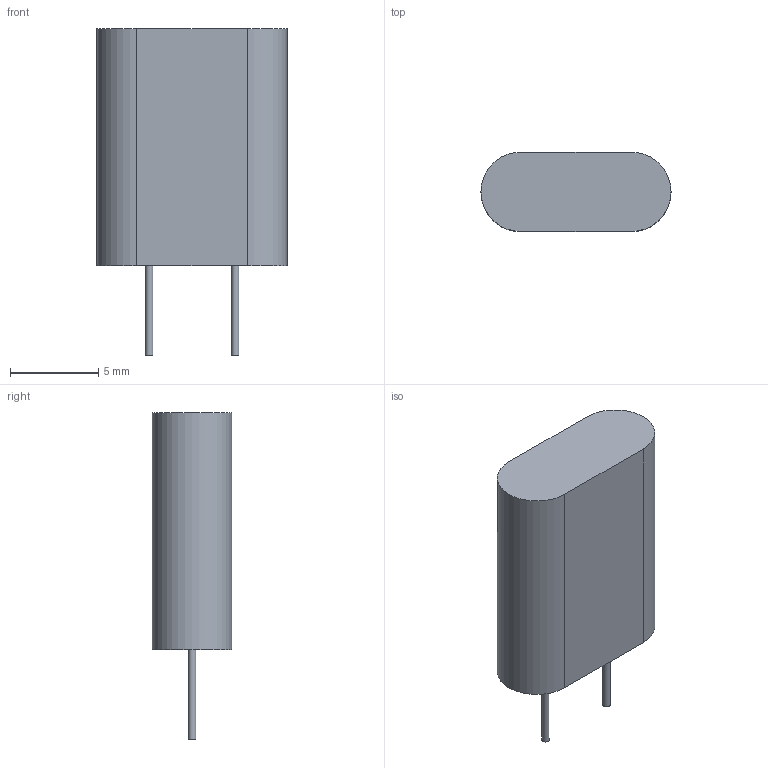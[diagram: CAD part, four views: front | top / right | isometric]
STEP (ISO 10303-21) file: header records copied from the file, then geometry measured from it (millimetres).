
FILE_DESCRIPTION(('FreeCAD Model'),'2;1');
FILE_NAME('961963.1.3.stp','2023-06-26T04:27:22',( 'Author'),(''),'Open CASCADE STEP processor 6.9','FreeCAD','Unknown' );
FILE_SCHEMA(('AUTOMOTIVE_DESIGN { 1 0 10303 214 1 1 1 1 }'));
Length unit declared in the file: millimetre
Products named in the file (3): ASSEMBLY; Body; Leads
Assembly tree (2 placements, depth 2):
  ASSEMBLY
    Body
    Leads
Bounding box: 10.8 x 4.5 x 18.56 mm (x, y, z)
Volume: 597.1 mm3; surface area: 462.8 mm2
Topology: 3 solids, 4 shells, 13 faces, 18 edges, 12 vertices
Faces by surface type: plane 9, cylinder 4
Full cylindrical faces by diameter (mm): 0.43 x2
Entity records: 627 total; most frequent: DIRECTION 100, CARTESIAN_POINT 88, LINE 44, VECTOR 44, ORIENTED_EDGE 42, PCURVE 40, DEFINITIONAL_REPRESENTATION 40, AXIS2_PLACEMENT_3D 24
